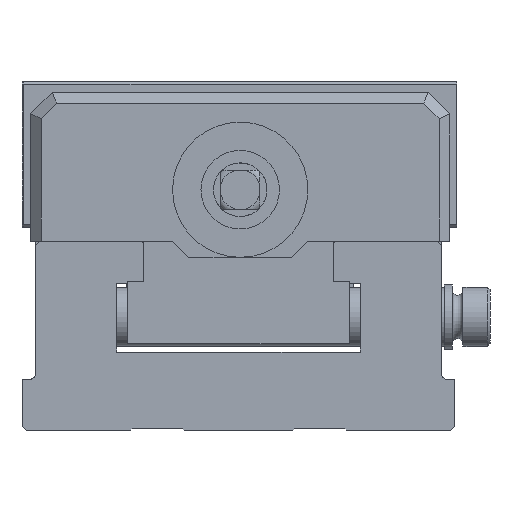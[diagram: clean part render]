
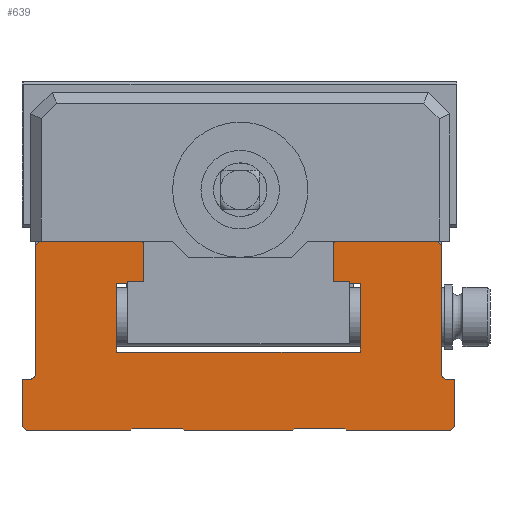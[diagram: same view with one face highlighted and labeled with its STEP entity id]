
A CAD part, front view. The second image highlights one B-rep face of the part: STEP entity #639.
In plain terms, the highlighted planar face has unit normal (0, -1, 0).
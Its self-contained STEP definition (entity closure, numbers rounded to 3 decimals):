
#362=FACE_OUTER_BOUND('',#2119,.T.);
#639=ADVANCED_FACE('',(#362),#1105,.T.);
#1105=PLANE('',#8060);
#1417=CIRCLE('',#8058,2.);
#1418=CIRCLE('',#8059,2.);
#2119=EDGE_LOOP('',(#2828,#2829,#2830,#2831,#2832,#2833,#2834,#2835,#2836,
#2837,#2838,#2839,#2840,#2841,#2842,#2843,#2844,#2845,#2846,#2847,#2848,
#2849,#2850,#2851,#2852,#2853,#2854,#2855,#2856,#2857,#2858,#2859,#2860,
#2861));
#2828=ORIENTED_EDGE('',*,*,#5658,.F.);
#2829=ORIENTED_EDGE('',*,*,#5659,.F.);
#2830=ORIENTED_EDGE('',*,*,#5660,.F.);
#2831=ORIENTED_EDGE('',*,*,#5636,.T.);
#2832=ORIENTED_EDGE('',*,*,#5661,.T.);
#2833=ORIENTED_EDGE('',*,*,#5662,.T.);
#2834=ORIENTED_EDGE('',*,*,#5663,.F.);
#2835=ORIENTED_EDGE('',*,*,#5664,.T.);
#2836=ORIENTED_EDGE('',*,*,#5665,.F.);
#2837=ORIENTED_EDGE('',*,*,#5666,.T.);
#2838=ORIENTED_EDGE('',*,*,#5656,.T.);
#2839=ORIENTED_EDGE('',*,*,#5667,.T.);
#2840=ORIENTED_EDGE('',*,*,#5668,.F.);
#2841=ORIENTED_EDGE('',*,*,#5669,.T.);
#2842=ORIENTED_EDGE('',*,*,#5670,.F.);
#2843=ORIENTED_EDGE('',*,*,#5671,.F.);
#2844=ORIENTED_EDGE('',*,*,#5672,.F.);
#2845=ORIENTED_EDGE('',*,*,#5673,.F.);
#2846=ORIENTED_EDGE('',*,*,#5674,.F.);
#2847=ORIENTED_EDGE('',*,*,#5675,.T.);
#2848=ORIENTED_EDGE('',*,*,#5676,.F.);
#2849=ORIENTED_EDGE('',*,*,#5677,.T.);
#2850=ORIENTED_EDGE('',*,*,#5648,.T.);
#2851=ORIENTED_EDGE('',*,*,#5678,.T.);
#2852=ORIENTED_EDGE('',*,*,#5679,.F.);
#2853=ORIENTED_EDGE('',*,*,#5680,.T.);
#2854=ORIENTED_EDGE('',*,*,#5681,.F.);
#2855=ORIENTED_EDGE('',*,*,#5682,.F.);
#2856=ORIENTED_EDGE('',*,*,#5627,.T.);
#2857=ORIENTED_EDGE('',*,*,#5683,.T.);
#2858=ORIENTED_EDGE('',*,*,#5684,.F.);
#2859=ORIENTED_EDGE('',*,*,#5685,.F.);
#2860=ORIENTED_EDGE('',*,*,#5686,.F.);
#2861=ORIENTED_EDGE('',*,*,#5620,.T.);
#4856=VERTEX_POINT('',#10951);
#4857=VERTEX_POINT('',#10953);
#4863=VERTEX_POINT('',#10966);
#4864=VERTEX_POINT('',#10968);
#4866=VERTEX_POINT('',#10973);
#4872=VERTEX_POINT('',#10985);
#4884=VERTEX_POINT('',#11013);
#4885=VERTEX_POINT('',#11014);
#4892=VERTEX_POINT('',#11029);
#4893=VERTEX_POINT('',#11031);
#4894=VERTEX_POINT('',#11035);
#4895=VERTEX_POINT('',#11037);
#4896=VERTEX_POINT('',#11040);
#4897=VERTEX_POINT('',#11042);
#4898=VERTEX_POINT('',#11044);
#4899=VERTEX_POINT('',#11046);
#4900=VERTEX_POINT('',#11048);
#4901=VERTEX_POINT('',#11051);
#4902=VERTEX_POINT('',#11053);
#4903=VERTEX_POINT('',#11055);
#4904=VERTEX_POINT('',#11057);
#4905=VERTEX_POINT('',#11059);
#4906=VERTEX_POINT('',#11061);
#4907=VERTEX_POINT('',#11063);
#4908=VERTEX_POINT('',#11065);
#4909=VERTEX_POINT('',#11067);
#4910=VERTEX_POINT('',#11069);
#4911=VERTEX_POINT('',#11072);
#4912=VERTEX_POINT('',#11074);
#4913=VERTEX_POINT('',#11076);
#4914=VERTEX_POINT('',#11078);
#4915=VERTEX_POINT('',#11081);
#4916=VERTEX_POINT('',#11083);
#4917=VERTEX_POINT('',#11085);
#5620=EDGE_CURVE('',#4857,#4856,#6653,.T.);
#5627=EDGE_CURVE('',#4864,#4863,#6658,.T.);
#5636=EDGE_CURVE('',#4866,#4872,#6666,.T.);
#5648=EDGE_CURVE('',#4884,#4885,#6675,.T.);
#5656=EDGE_CURVE('',#4893,#4892,#6681,.T.);
#5658=EDGE_CURVE('',#4894,#4856,#6683,.T.);
#5659=EDGE_CURVE('',#4895,#4894,#6684,.T.);
#5660=EDGE_CURVE('',#4866,#4895,#6685,.T.);
#5661=EDGE_CURVE('',#4872,#4896,#6686,.T.);
#5662=EDGE_CURVE('',#4896,#4897,#6687,.T.);
#5663=EDGE_CURVE('',#4898,#4897,#6688,.T.);
#5664=EDGE_CURVE('',#4898,#4899,#1417,.T.);
#5665=EDGE_CURVE('',#4900,#4899,#6689,.T.);
#5666=EDGE_CURVE('',#4900,#4893,#6690,.T.);
#5667=EDGE_CURVE('',#4892,#4901,#6691,.T.);
#5668=EDGE_CURVE('',#4902,#4901,#6692,.T.);
#5669=EDGE_CURVE('',#4902,#4903,#6693,.T.);
#5670=EDGE_CURVE('',#4904,#4903,#6694,.T.);
#5671=EDGE_CURVE('',#4905,#4904,#6695,.T.);
#5672=EDGE_CURVE('',#4906,#4905,#6696,.T.);
#5673=EDGE_CURVE('',#4907,#4906,#6697,.T.);
#5674=EDGE_CURVE('',#4908,#4907,#6698,.T.);
#5675=EDGE_CURVE('',#4908,#4909,#6699,.T.);
#5676=EDGE_CURVE('',#4910,#4909,#6700,.T.);
#5677=EDGE_CURVE('',#4910,#4884,#6701,.T.);
#5678=EDGE_CURVE('',#4885,#4911,#6702,.T.);
#5679=EDGE_CURVE('',#4912,#4911,#6703,.T.);
#5680=EDGE_CURVE('',#4912,#4913,#1418,.T.);
#5681=EDGE_CURVE('',#4914,#4913,#6704,.T.);
#5682=EDGE_CURVE('',#4864,#4914,#6705,.T.);
#5683=EDGE_CURVE('',#4863,#4915,#6706,.T.);
#5684=EDGE_CURVE('',#4916,#4915,#6707,.T.);
#5685=EDGE_CURVE('',#4917,#4916,#6708,.T.);
#5686=EDGE_CURVE('',#4857,#4917,#6709,.T.);
#6653=LINE('',#10952,#7348);
#6658=LINE('',#10967,#7353);
#6666=LINE('',#10986,#7361);
#6675=LINE('',#11012,#7370);
#6681=LINE('',#11030,#7376);
#6683=LINE('',#11034,#7378);
#6684=LINE('',#11036,#7379);
#6685=LINE('',#11038,#7380);
#6686=LINE('',#11039,#7381);
#6687=LINE('',#11041,#7382);
#6688=LINE('',#11043,#7383);
#6689=LINE('',#11047,#7384);
#6690=LINE('',#11049,#7385);
#6691=LINE('',#11050,#7386);
#6692=LINE('',#11052,#7387);
#6693=LINE('',#11054,#7388);
#6694=LINE('',#11056,#7389);
#6695=LINE('',#11058,#7390);
#6696=LINE('',#11060,#7391);
#6697=LINE('',#11062,#7392);
#6698=LINE('',#11064,#7393);
#6699=LINE('',#11066,#7394);
#6700=LINE('',#11068,#7395);
#6701=LINE('',#11070,#7396);
#6702=LINE('',#11071,#7397);
#6703=LINE('',#11073,#7398);
#6704=LINE('',#11077,#7399);
#6705=LINE('',#11079,#7400);
#6706=LINE('',#11080,#7401);
#6707=LINE('',#11082,#7402);
#6708=LINE('',#11084,#7403);
#6709=LINE('',#11086,#7404);
#7348=VECTOR('',#8782,1.);
#7353=VECTOR('',#8793,1.);
#7361=VECTOR('',#8805,1.);
#7370=VECTOR('',#8826,1.);
#7376=VECTOR('',#8838,1.);
#7378=VECTOR('',#8842,1.);
#7379=VECTOR('',#8843,1.);
#7380=VECTOR('',#8844,1.);
#7381=VECTOR('',#8845,1.);
#7382=VECTOR('',#8846,1.);
#7383=VECTOR('',#8847,1.);
#7384=VECTOR('',#8850,1.);
#7385=VECTOR('',#8851,1.);
#7386=VECTOR('',#8852,1.);
#7387=VECTOR('',#8853,1.);
#7388=VECTOR('',#8854,1.);
#7389=VECTOR('',#8855,1.);
#7390=VECTOR('',#8856,1.);
#7391=VECTOR('',#8857,1.);
#7392=VECTOR('',#8858,1.);
#7393=VECTOR('',#8859,1.);
#7394=VECTOR('',#8860,1.);
#7395=VECTOR('',#8861,1.);
#7396=VECTOR('',#8862,1.);
#7397=VECTOR('',#8863,1.);
#7398=VECTOR('',#8864,1.);
#7399=VECTOR('',#8867,1.);
#7400=VECTOR('',#8868,1.);
#7401=VECTOR('',#8869,1.);
#7402=VECTOR('',#8870,1.);
#7403=VECTOR('',#8871,1.);
#7404=VECTOR('',#8872,1.);
#8058=AXIS2_PLACEMENT_3D('',#11045,#8848,#8849);
#8059=AXIS2_PLACEMENT_3D('',#11075,#8865,#8866);
#8060=AXIS2_PLACEMENT_3D('',#11087,#8873,#8874);
#8782=DIRECTION('',(1.,0.,0.));
#8793=DIRECTION('',(0.707,0.,-0.707));
#8805=DIRECTION('',(1.,0.,0.));
#8826=DIRECTION('',(-1.,0.,0.));
#8838=DIRECTION('',(-1.,0.,0.));
#8842=DIRECTION('',(-0.707,0.,-0.707));
#8843=DIRECTION('',(-1.,0.,0.));
#8844=DIRECTION('',(-0.707,0.,0.707));
#8845=DIRECTION('',(0.707,0.,0.707));
#8846=DIRECTION('',(0.,0.,1.));
#8847=DIRECTION('',(1.,0.,0.));
#8848=DIRECTION('',(0.,1.,0.));
#8849=DIRECTION('',(0.,0.,-1.));
#8850=DIRECTION('',(0.,0.,-1.));
#8851=DIRECTION('',(-0.707,0.,0.707));
#8852=DIRECTION('',(-0.707,0.,-0.707));
#8853=DIRECTION('',(0.,0.,1.));
#8854=DIRECTION('',(0.707,0.,-0.707));
#8855=DIRECTION('',(-1.,0.,0.));
#8856=DIRECTION('',(0.,0.,1.));
#8857=DIRECTION('',(1.,0.,0.));
#8858=DIRECTION('',(0.,0.,-1.));
#8859=DIRECTION('',(-1.,0.,0.));
#8860=DIRECTION('',(0.707,0.,0.707));
#8861=DIRECTION('',(0.,0.,-1.));
#8862=DIRECTION('',(-0.707,0.,0.707));
#8863=DIRECTION('',(-0.707,0.,-0.707));
#8864=DIRECTION('',(0.,0.,1.));
#8865=DIRECTION('',(0.,1.,0.));
#8866=DIRECTION('',(0.,0.,-1.));
#8867=DIRECTION('',(1.,0.,0.));
#8868=DIRECTION('',(0.,0.,1.));
#8869=DIRECTION('',(1.,0.,0.));
#8870=DIRECTION('',(-0.707,0.,-0.707));
#8871=DIRECTION('',(-1.,0.,0.));
#8872=DIRECTION('',(-0.707,0.,0.707));
#8873=DIRECTION('',(0.,-1.,0.));
#8874=DIRECTION('',(0.,0.,-1.));
#10951=CARTESIAN_POINT('',(100.,0.,1.));
#10952=CARTESIAN_POINT('',(80.,0.,1.));
#10953=CARTESIAN_POINT('',(60.,0.,1.));
#10966=CARTESIAN_POINT('',(1.5,0.,1.));
#10967=CARTESIAN_POINT('',(41.,0.,-38.5));
#10968=CARTESIAN_POINT('',(0.,0.,2.5));
#10973=CARTESIAN_POINT('',(120.,0.,1.));
#10985=CARTESIAN_POINT('',(158.5,0.,1.));
#10986=CARTESIAN_POINT('',(80.,0.,1.));
#11012=CARTESIAN_POINT('',(80.,0.,71.));
#11013=CARTESIAN_POINT('',(44.,0.,71.));
#11014=CARTESIAN_POINT('',(6.5,0.,71.));
#11029=CARTESIAN_POINT('',(116.,0.,71.));
#11030=CARTESIAN_POINT('',(80.,0.,71.));
#11031=CARTESIAN_POINT('',(153.5,0.,71.));
#11034=CARTESIAN_POINT('',(89.75,0.,-9.25));
#11035=CARTESIAN_POINT('',(100.7,0.,1.7));
#11036=CARTESIAN_POINT('',(80.,0.,1.7));
#11037=CARTESIAN_POINT('',(119.3,0.,1.7));
#11038=CARTESIAN_POINT('',(100.25,0.,20.75));
#11039=CARTESIAN_POINT('',(119.,0.,-38.5));
#11040=CARTESIAN_POINT('',(160.,0.,2.5));
#11041=CARTESIAN_POINT('',(160.,0.,0.5));
#11042=CARTESIAN_POINT('',(160.,0.,20.));
#11043=CARTESIAN_POINT('',(80.,0.,20.));
#11044=CARTESIAN_POINT('',(157.,0.,20.));
#11045=CARTESIAN_POINT('',(157.,0.,22.));
#11046=CARTESIAN_POINT('',(155.,0.,22.));
#11047=CARTESIAN_POINT('',(155.,0.,0.5));
#11048=CARTESIAN_POINT('',(155.,0.,69.5));
#11049=CARTESIAN_POINT('',(152.,0.,72.5));
#11050=CARTESIAN_POINT('',(62.75,0.,17.75));
#11051=CARTESIAN_POINT('',(114.5,0.,69.5));
#11052=CARTESIAN_POINT('',(114.5,0.,0.5));
#11053=CARTESIAN_POINT('',(114.5,0.,57.));
#11054=CARTESIAN_POINT('',(125.5,0.,46.));
#11055=CARTESIAN_POINT('',(116.,0.,55.5));
#11056=CARTESIAN_POINT('',(80.,0.,55.5));
#11057=CARTESIAN_POINT('',(125.,0.,55.5));
#11058=CARTESIAN_POINT('',(125.,0.,0.5));
#11059=CARTESIAN_POINT('',(125.,0.,30.));
#11060=CARTESIAN_POINT('',(80.,0.,30.));
#11061=CARTESIAN_POINT('',(35.,0.,30.));
#11062=CARTESIAN_POINT('',(35.,0.,0.5));
#11063=CARTESIAN_POINT('',(35.,0.,55.5));
#11064=CARTESIAN_POINT('',(80.,0.,55.5));
#11065=CARTESIAN_POINT('',(44.,0.,55.5));
#11066=CARTESIAN_POINT('',(34.5,0.,46.));
#11067=CARTESIAN_POINT('',(45.5,0.,57.));
#11068=CARTESIAN_POINT('',(45.5,0.,0.5));
#11069=CARTESIAN_POINT('',(45.5,0.,69.5));
#11070=CARTESIAN_POINT('',(97.25,0.,17.75));
#11071=CARTESIAN_POINT('',(8.,0.,72.5));
#11072=CARTESIAN_POINT('',(5.,0.,69.5));
#11073=CARTESIAN_POINT('',(5.,0.,0.5));
#11074=CARTESIAN_POINT('',(5.,0.,22.));
#11075=CARTESIAN_POINT('',(3.,0.,22.));
#11076=CARTESIAN_POINT('',(3.,0.,20.));
#11077=CARTESIAN_POINT('',(80.,0.,20.));
#11078=CARTESIAN_POINT('',(0.,0.,20.));
#11079=CARTESIAN_POINT('',(0.,0.,0.5));
#11080=CARTESIAN_POINT('',(80.,0.,1.));
#11081=CARTESIAN_POINT('',(40.,0.,1.));
#11082=CARTESIAN_POINT('',(59.75,0.,20.75));
#11083=CARTESIAN_POINT('',(40.7,0.,1.7));
#11084=CARTESIAN_POINT('',(80.,0.,1.7));
#11085=CARTESIAN_POINT('',(59.3,0.,1.7));
#11086=CARTESIAN_POINT('',(70.25,0.,-9.25));
#11087=CARTESIAN_POINT('',(80.,0.,0.5));
